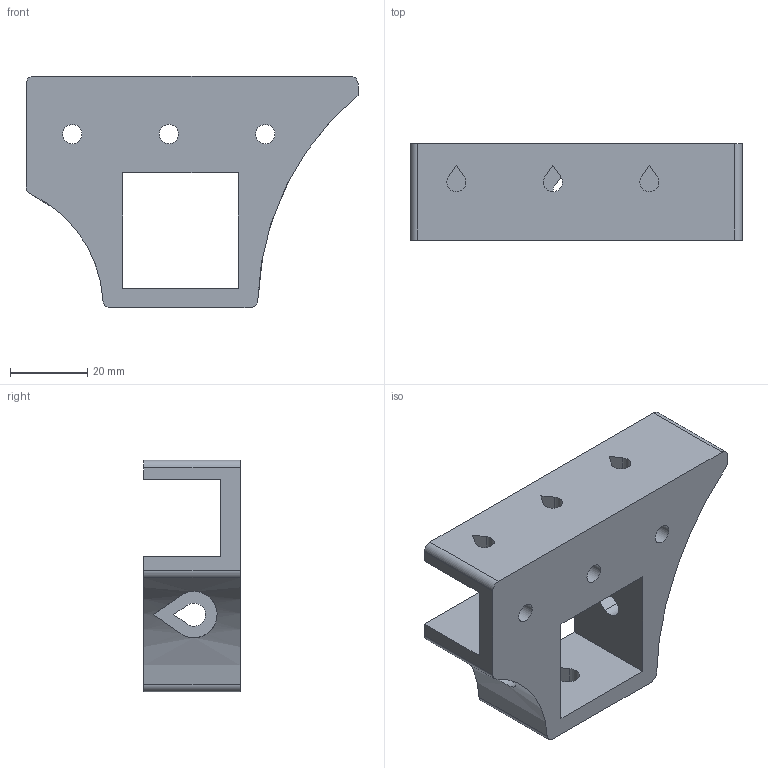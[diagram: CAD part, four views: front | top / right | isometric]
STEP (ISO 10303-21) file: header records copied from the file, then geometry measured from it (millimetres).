
FILE_DESCRIPTION(('FreeCAD Model'),'2;1');
FILE_NAME('LeftVATbarHolder.step','2015-07-28T12:07:08',('Author'),(''), 'Open CASCADE STEP processor 6.8','FreeCAD','Unknown');
FILE_SCHEMA(('AUTOMOTIVE_DESIGN_CC2 { 1 2 10303 214 -1 1 5 4 }'));
Length unit declared in the file: millimetre
Products named in the file (1): LeftVATbarHolder
Bounding box: 86 x 25 x 60 mm (x, y, z)
Volume: 37654.5 mm3; surface area: 16886.5 mm2
Topology: 1 solids, 1 shells, 51 faces, 149 edges, 101 vertices
Faces by surface type: plane 33, cylinder 18
Full cylindrical faces by diameter (mm): 5 x3
Entity records: 6971 total; most frequent: CARTESIAN_POINT 4093, DIRECTION 492, ORIENTED_EDGE 298, PCURVE 298, DEFINITIONAL_REPRESENTATION 298, LINE 297, VECTOR 297, EDGE_CURVE 149
